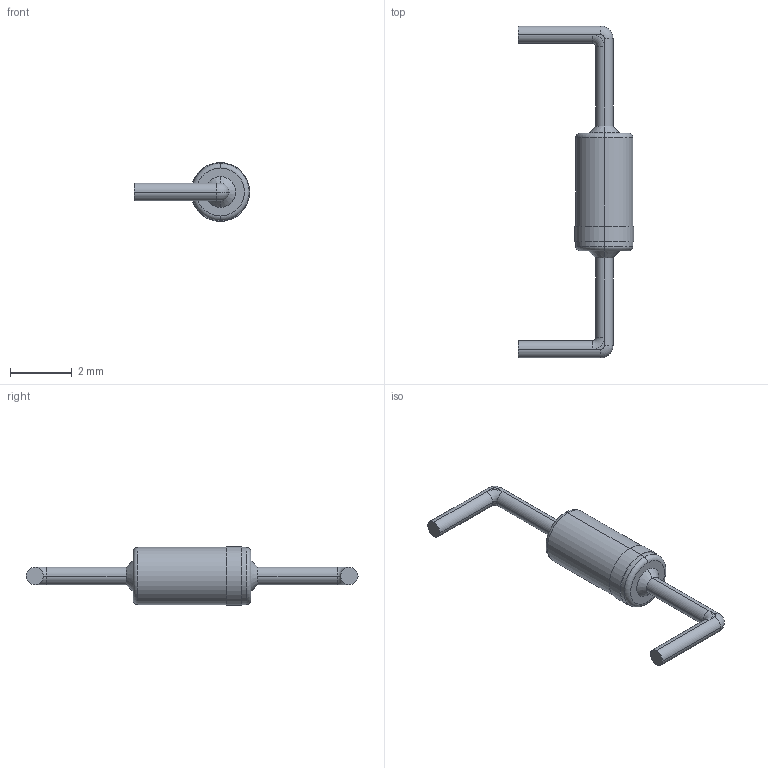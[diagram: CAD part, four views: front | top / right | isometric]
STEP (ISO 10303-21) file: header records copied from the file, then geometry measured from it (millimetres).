
FILE_DESCRIPTION (( 'STEP AP214' ), '1' );
FILE_NAME ('User Library-Silicone Diode 3.9x1.7.STEP', '2017-09-15T07:59:30', ( 'Windows User' ), ( '' ), 'SwSTEP 2.0', 'SolidWorks 2017', '' );
FILE_SCHEMA (( 'AUTOMOTIVE_DESIGN' ));
Length unit declared in the file: millimetre
Products named in the file (1): User Library-Silicone Diode 3.9x1.7
Bounding box: 3.73 x 10.72 x 1.9 mm (x, y, z)
Volume: 13.3 mm3; surface area: 56.6 mm2
Topology: 4 solids, 4 shells, 54 faces, 110 edges, 64 vertices
Faces by surface type: cylinder 26, torus 12, plane 12, cone 4
Entity records: 1751 total; most frequent: DIRECTION 292, CARTESIAN_POINT 229, ORIENTED_EDGE 220, AXIS2_PLACEMENT_3D 127, EDGE_CURVE 110, CIRCLE 72, VERTEX_POINT 64, EDGE_LOOP 56
